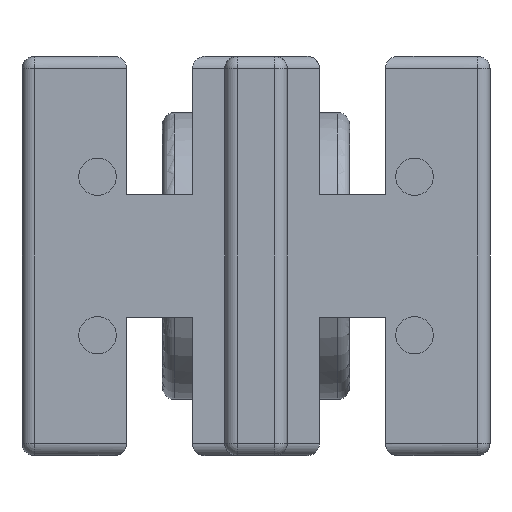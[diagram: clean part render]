
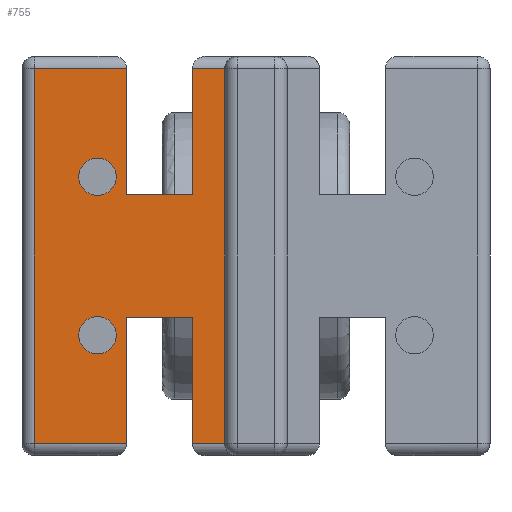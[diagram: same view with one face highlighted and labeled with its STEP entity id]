
A CAD part, front view. The second image highlights one B-rep face of the part: STEP entity #755.
In plain terms, the highlighted planar face has unit normal (0, -1, 0).
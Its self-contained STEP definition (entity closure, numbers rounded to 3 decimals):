
#100 = DIRECTION ( 'NONE',  ( 1., 0., 0. ) ) ;
#124 = VERTEX_POINT ( 'NONE', #3478 ) ;
#188 = VERTEX_POINT ( 'NONE', #5441 ) ;
#232 = EDGE_CURVE ( 'NONE', #4340, #188, #1909, .T. ) ;
#264 = LINE ( 'NONE', #2662, #2844 ) ;
#315 = VERTEX_POINT ( 'NONE', #2211 ) ;
#336 = AXIS2_PLACEMENT_3D ( 'NONE', #1356, #3766, #3722 ) ;
#338 = ORIENTED_EDGE ( 'NONE', *, *, #829, .T. ) ;
#352 = VERTEX_POINT ( 'NONE', #3650 ) ;
#422 = VECTOR ( 'NONE', #6020, 1000. ) ;
#447 = ORIENTED_EDGE ( 'NONE', *, *, #4683, .T. ) ;
#537 = DIRECTION ( 'NONE',  ( -1., 0., 0. ) ) ;
#544 = ORIENTED_EDGE ( 'NONE', *, *, #232, .F. ) ;
#579 = CARTESIAN_POINT ( 'NONE',  ( 0., 0., 0. ) ) ;
#622 = CARTESIAN_POINT ( 'NONE',  ( 1.676, 0., 0. ) ) ;
#651 = EDGE_LOOP ( 'NONE', ( #5121, #338, #3745, #902, #447, #4184, #1244, #821, #1997, #2099, #3212, #2892 ) ) ;
#681 = VERTEX_POINT ( 'NONE', #4986 ) ;
#684 = EDGE_CURVE ( 'NONE', #4598, #892, #5590, .T. ) ;
#728 = CARTESIAN_POINT ( 'NONE',  ( 1.21, 0., -4.17 ) ) ;
#734 = CARTESIAN_POINT ( 'NONE',  ( 1.676, 0., -6.2 ) ) ;
#755 = ADVANCED_FACE ( 'NONE', ( #3604, #3291, #5426 ), #1602, .T. ) ;
#821 = ORIENTED_EDGE ( 'NONE', *, *, #2115, .T. ) ;
#829 = EDGE_CURVE ( 'NONE', #5471, #681, #2383, .T. ) ;
#839 = AXIS2_PLACEMENT_3D ( 'NONE', #579, #1055, #1578 ) ;
#892 = VERTEX_POINT ( 'NONE', #6138 ) ;
#902 = ORIENTED_EDGE ( 'NONE', *, *, #2036, .T. ) ;
#970 = VECTOR ( 'NONE', #4013, 1000. ) ;
#1055 = DIRECTION ( 'NONE',  ( 0., -1., 0. ) ) ;
#1057 = LINE ( 'NONE', #5188, #5765 ) ;
#1136 = VERTEX_POINT ( 'NONE', #4901 ) ;
#1224 = CARTESIAN_POINT ( 'NONE',  ( 0.2, 0., -0.2 ) ) ;
#1244 = ORIENTED_EDGE ( 'NONE', *, *, #2350, .T. ) ;
#1264 = CIRCLE ( 'NONE', #3161, 0.3 ) ;
#1279 = ORIENTED_EDGE ( 'NONE', *, *, #1944, .F. ) ;
#1356 = CARTESIAN_POINT ( 'NONE',  ( 1.21, 0., -4.47 ) ) ;
#1578 = DIRECTION ( 'NONE',  ( 0., 0., -1. ) ) ;
#1602 = PLANE ( 'NONE',  #839 ) ;
#1620 = CARTESIAN_POINT ( 'NONE',  ( 3.25, 0., -6.2 ) ) ;
#1633 = AXIS2_PLACEMENT_3D ( 'NONE', #2209, #4624, #5148 ) ;
#1682 = LINE ( 'NONE', #2405, #5911 ) ;
#1725 = DIRECTION ( 'NONE',  ( 0., 0., -1. ) ) ;
#1827 = EDGE_LOOP ( 'NONE', ( #1279, #544 ) ) ;
#1909 = CIRCLE ( 'NONE', #2967, 0.3 ) ;
#1933 = VERTEX_POINT ( 'NONE', #728 ) ;
#1937 = DIRECTION ( 'NONE',  ( 0., 0., -1. ) ) ;
#1944 = EDGE_CURVE ( 'NONE', #188, #4340, #2133, .T. ) ;
#1997 = ORIENTED_EDGE ( 'NONE', *, *, #684, .T. ) ;
#2009 = EDGE_CURVE ( 'NONE', #4511, #5055, #3959, .T. ) ;
#2036 = EDGE_CURVE ( 'NONE', #352, #124, #1057, .T. ) ;
#2053 = DIRECTION ( 'NONE',  ( 0., 0., -1. ) ) ;
#2079 = VECTOR ( 'NONE', #6007, 1000. ) ;
#2098 = VECTOR ( 'NONE', #4753, 1000. ) ;
#2099 = ORIENTED_EDGE ( 'NONE', *, *, #4181, .T. ) ;
#2102 = LINE ( 'NONE', #6238, #3847 ) ;
#2115 = EDGE_CURVE ( 'NONE', #315, #4598, #4413, .T. ) ;
#2130 = CARTESIAN_POINT ( 'NONE',  ( 1.676, 0., -2.22 ) ) ;
#2133 = CIRCLE ( 'NONE', #1633, 0.3 ) ;
#2178 = ORIENTED_EDGE ( 'NONE', *, *, #4557, .F. ) ;
#2209 = CARTESIAN_POINT ( 'NONE',  ( 1.21, 0., -1.93 ) ) ;
#2211 = CARTESIAN_POINT ( 'NONE',  ( 1.676, 0., -0.2 ) ) ;
#2350 = EDGE_CURVE ( 'NONE', #3854, #315, #2650, .T. ) ;
#2383 = LINE ( 'NONE', #1620, #2079 ) ;
#2405 = CARTESIAN_POINT ( 'NONE',  ( 2.733, 0., -6.4 ) ) ;
#2501 = CARTESIAN_POINT ( 'NONE',  ( 0.2, 0., -6.4 ) ) ;
#2509 = EDGE_CURVE ( 'NONE', #1933, #2874, #5756, .T. ) ;
#2564 = VECTOR ( 'NONE', #537, 1000. ) ;
#2590 = CARTESIAN_POINT ( 'NONE',  ( 3.25, 0., -6.4 ) ) ;
#2650 = LINE ( 'NONE', #622, #970 ) ;
#2662 = CARTESIAN_POINT ( 'NONE',  ( 2.733, 0., 0. ) ) ;
#2726 = CARTESIAN_POINT ( 'NONE',  ( 1.21, 0., -4.77 ) ) ;
#2778 = VERTEX_POINT ( 'NONE', #734 ) ;
#2779 = DIRECTION ( 'NONE',  ( 1., 0., 0. ) ) ;
#2844 = VECTOR ( 'NONE', #1725, 1000. ) ;
#2873 = VECTOR ( 'NONE', #5329, 1000. ) ;
#2874 = VERTEX_POINT ( 'NONE', #2726 ) ;
#2892 = ORIENTED_EDGE ( 'NONE', *, *, #2009, .T. ) ;
#2967 = AXIS2_PLACEMENT_3D ( 'NONE', #4092, #3589, #4026 ) ;
#3023 = EDGE_CURVE ( 'NONE', #2778, #4511, #5448, .T. ) ;
#3161 = AXIS2_PLACEMENT_3D ( 'NONE', #3653, #3164, #3592 ) ;
#3164 = DIRECTION ( 'NONE',  ( 0., -1., 0. ) ) ;
#3212 = ORIENTED_EDGE ( 'NONE', *, *, #3023, .T. ) ;
#3217 = EDGE_LOOP ( 'NONE', ( #5421, #2178 ) ) ;
#3291 = FACE_OUTER_BOUND ( 'NONE', #651, .T. ) ;
#3371 = CARTESIAN_POINT ( 'NONE',  ( 1.21, 0., -2.23 ) ) ;
#3478 = CARTESIAN_POINT ( 'NONE',  ( 2.733, 0., -0.2 ) ) ;
#3531 = EDGE_CURVE ( 'NONE', #5055, #5471, #1682, .T. ) ;
#3589 = DIRECTION ( 'NONE',  ( 0., -1., 0. ) ) ;
#3592 = DIRECTION ( 'NONE',  ( 0., 0., 1. ) ) ;
#3604 = FACE_BOUND ( 'NONE', #1827, .T. ) ;
#3650 = CARTESIAN_POINT ( 'NONE',  ( 3.25, 0., -0.2 ) ) ;
#3653 = CARTESIAN_POINT ( 'NONE',  ( 1.21, 0., -4.47 ) ) ;
#3722 = DIRECTION ( 'NONE',  ( 0., 0., 1. ) ) ;
#3745 = ORIENTED_EDGE ( 'NONE', *, *, #4260, .F. ) ;
#3766 = DIRECTION ( 'NONE',  ( 0., -1., 0. ) ) ;
#3847 = VECTOR ( 'NONE', #100, 1000. ) ;
#3854 = VERTEX_POINT ( 'NONE', #2130 ) ;
#3959 = LINE ( 'NONE', #4203, #5107 ) ;
#4013 = DIRECTION ( 'NONE',  ( 0., 0., 1. ) ) ;
#4026 = DIRECTION ( 'NONE',  ( 0., 0., -1. ) ) ;
#4050 = CARTESIAN_POINT ( 'NONE',  ( 1.676, 0., -4.18 ) ) ;
#4092 = CARTESIAN_POINT ( 'NONE',  ( 1.21, 0., -1.93 ) ) ;
#4181 = EDGE_CURVE ( 'NONE', #892, #2778, #2102, .T. ) ;
#4184 = ORIENTED_EDGE ( 'NONE', *, *, #4188, .T. ) ;
#4188 = EDGE_CURVE ( 'NONE', #1136, #3854, #4385, .T. ) ;
#4203 = CARTESIAN_POINT ( 'NONE',  ( 2.733, 0., -4.18 ) ) ;
#4229 = CARTESIAN_POINT ( 'NONE',  ( 0., 0., -0.2 ) ) ;
#4253 = CARTESIAN_POINT ( 'NONE',  ( 1.676, 0., -6.4 ) ) ;
#4260 = EDGE_CURVE ( 'NONE', #352, #681, #4458, .T. ) ;
#4340 = VERTEX_POINT ( 'NONE', #3371 ) ;
#4385 = LINE ( 'NONE', #4774, #2564 ) ;
#4413 = LINE ( 'NONE', #4229, #2873 ) ;
#4458 = LINE ( 'NONE', #2590, #422 ) ;
#4511 = VERTEX_POINT ( 'NONE', #4050 ) ;
#4557 = EDGE_CURVE ( 'NONE', #2874, #1933, #1264, .T. ) ;
#4598 = VERTEX_POINT ( 'NONE', #1224 ) ;
#4624 = DIRECTION ( 'NONE',  ( 0., -1., 0. ) ) ;
#4683 = EDGE_CURVE ( 'NONE', #124, #1136, #264, .T. ) ;
#4710 = DIRECTION ( 'NONE',  ( -1., 0., 0. ) ) ;
#4753 = DIRECTION ( 'NONE',  ( 0., 0., 1. ) ) ;
#4774 = CARTESIAN_POINT ( 'NONE',  ( 2.733, 0., -2.22 ) ) ;
#4839 = CARTESIAN_POINT ( 'NONE',  ( 2.733, 0., -6.2 ) ) ;
#4901 = CARTESIAN_POINT ( 'NONE',  ( 2.733, 0., -2.22 ) ) ;
#4986 = CARTESIAN_POINT ( 'NONE',  ( 3.25, 0., -6.2 ) ) ;
#5055 = VERTEX_POINT ( 'NONE', #5436 ) ;
#5107 = VECTOR ( 'NONE', #2779, 1000. ) ;
#5121 = ORIENTED_EDGE ( 'NONE', *, *, #3531, .T. ) ;
#5148 = DIRECTION ( 'NONE',  ( 0., 0., -1. ) ) ;
#5188 = CARTESIAN_POINT ( 'NONE',  ( 2.733, 0., -0.2 ) ) ;
#5329 = DIRECTION ( 'NONE',  ( -1., 0., 0. ) ) ;
#5421 = ORIENTED_EDGE ( 'NONE', *, *, #2509, .F. ) ;
#5426 = FACE_BOUND ( 'NONE', #3217, .T. ) ;
#5436 = CARTESIAN_POINT ( 'NONE',  ( 2.733, 0., -4.18 ) ) ;
#5441 = CARTESIAN_POINT ( 'NONE',  ( 1.21, 0., -1.63 ) ) ;
#5448 = LINE ( 'NONE', #4253, #2098 ) ;
#5471 = VERTEX_POINT ( 'NONE', #4839 ) ;
#5511 = VECTOR ( 'NONE', #2053, 1000. ) ;
#5590 = LINE ( 'NONE', #2501, #5511 ) ;
#5756 = CIRCLE ( 'NONE', #336, 0.3 ) ;
#5765 = VECTOR ( 'NONE', #4710, 1000. ) ;
#5911 = VECTOR ( 'NONE', #1937, 1000. ) ;
#6007 = DIRECTION ( 'NONE',  ( 1., 0., 0. ) ) ;
#6020 = DIRECTION ( 'NONE',  ( 0., 0., -1. ) ) ;
#6138 = CARTESIAN_POINT ( 'NONE',  ( 0.2, 0., -6.2 ) ) ;
#6238 = CARTESIAN_POINT ( 'NONE',  ( 1.676, 0., -6.2 ) ) ;
